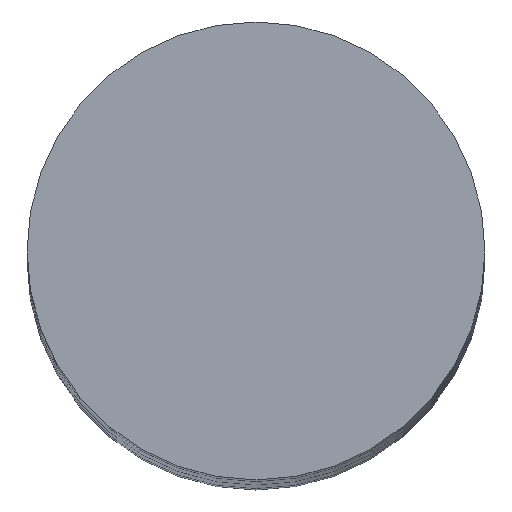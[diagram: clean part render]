
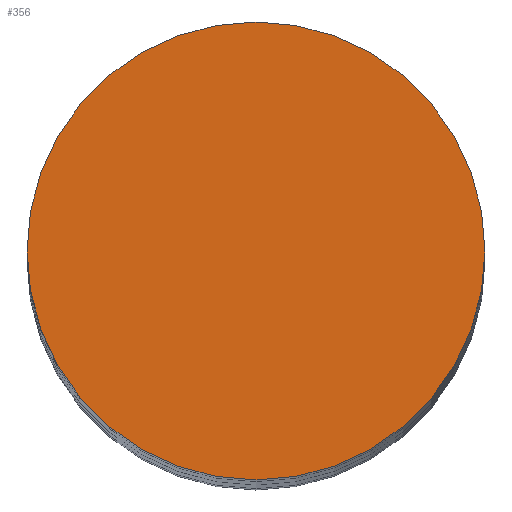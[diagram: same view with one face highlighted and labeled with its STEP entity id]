
A CAD part, top view. The second image highlights one B-rep face of the part: STEP entity #356.
In plain terms, the highlighted planar face has unit normal (0, 0, 1).
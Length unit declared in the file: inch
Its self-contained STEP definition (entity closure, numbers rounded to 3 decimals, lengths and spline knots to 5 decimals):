
#101 = VERTEX_POINT ( 'NONE', #317 ) ;
#135 = AXIS2_PLACEMENT_3D ( 'NONE', #321, #459, #254 ) ;
#146 = DIRECTION ( 'NONE',  ( -1., 0., 0. ) ) ;
#163 = CIRCLE ( 'NONE', #135, 0.09845 ) ;
#205 = CARTESIAN_POINT ( 'NONE',  ( 0., 0., 0. ) ) ;
#254 = DIRECTION ( 'NONE',  ( 1., 0., 0. ) ) ;
#256 = DIRECTION ( 'NONE',  ( 0., 0., 1. ) ) ;
#274 = CIRCLE ( 'NONE', #629, 0.09845 ) ;
#313 = PLANE ( 'NONE',  #365 ) ;
#317 = CARTESIAN_POINT ( 'NONE',  ( 0.09845, 0., 0. ) ) ;
#321 = CARTESIAN_POINT ( 'NONE',  ( 0., 0., 0. ) ) ;
#333 = VERTEX_POINT ( 'NONE', #666 ) ;
#356 = ADVANCED_FACE ( 'NONE', ( #418 ), #313, .T. ) ;
#365 = AXIS2_PLACEMENT_3D ( 'NONE', #680, #626, #146 ) ;
#367 = EDGE_CURVE ( 'NONE', #101, #333, #274, .T. ) ;
#418 = FACE_OUTER_BOUND ( 'NONE', #443, .T. ) ;
#430 = EDGE_CURVE ( 'NONE', #333, #101, #163, .T. ) ;
#443 = EDGE_LOOP ( 'NONE', ( #560, #611 ) ) ;
#459 = DIRECTION ( 'NONE',  ( 0., 0., 1. ) ) ;
#560 = ORIENTED_EDGE ( 'NONE', *, *, #367, .T. ) ;
#611 = ORIENTED_EDGE ( 'NONE', *, *, #430, .T. ) ;
#626 = DIRECTION ( 'NONE',  ( 0., 0., 1. ) ) ;
#629 = AXIS2_PLACEMENT_3D ( 'NONE', #205, #256, #675 ) ;
#666 = CARTESIAN_POINT ( 'NONE',  ( -0.09845, 0., 0. ) ) ;
#675 = DIRECTION ( 'NONE',  ( 1., 0., 0. ) ) ;
#680 = CARTESIAN_POINT ( 'NONE',  ( 0., 0.09845, 0. ) ) ;
